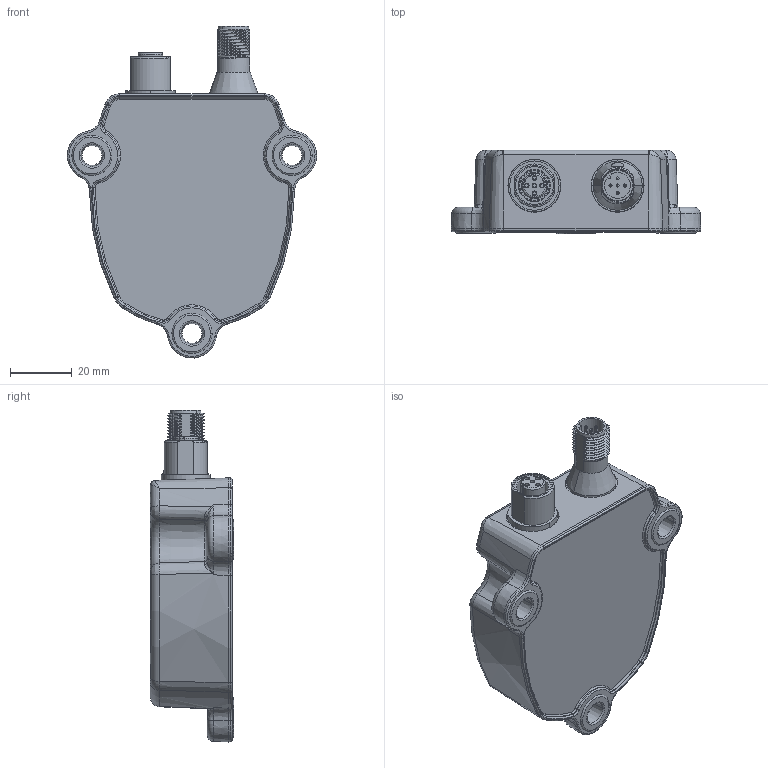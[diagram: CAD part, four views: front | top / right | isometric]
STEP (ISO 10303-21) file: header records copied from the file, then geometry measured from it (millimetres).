
FILE_DESCRIPTION((''),'2;1');
FILE_NAME('CAD-6803_SW0001','2020-01-09T13:47:23',('creinig-se'),(''),'CREO PARAMETRIC BY PTC INC, 2018420','CREO PARAMETRIC BY PTC INC, 2018420','');
FILE_SCHEMA(('CONFIG_CONTROL_DESIGN','SHAPE_APPEARANCE_LAYERS_GROUPS'));
Products named in the file (1): CAD-6803_SW0001
Bounding box: 81 x 27 x 107.81 mm (x, y, z)
Volume: 110898.2 mm3; surface area: 19960.2 mm2
Topology: 1 solids, 1 shells, 869 faces, 2435 edges, 1601 vertices
Faces by surface type: plane 302, cylinder 229, bspline 157, torus 93, cone 76, sphere 10, extrusion 2
Entity records: 45967 total; most frequent: CARTESIAN_POINT 17803, ORIENTED_EDGE 4844, DIRECTION 4360, EDGE_CURVE 2422, AXIS2_PLACEMENT_3D 1676, VERTEX_POINT 1595, VECTOR 1008, LINE 1006
